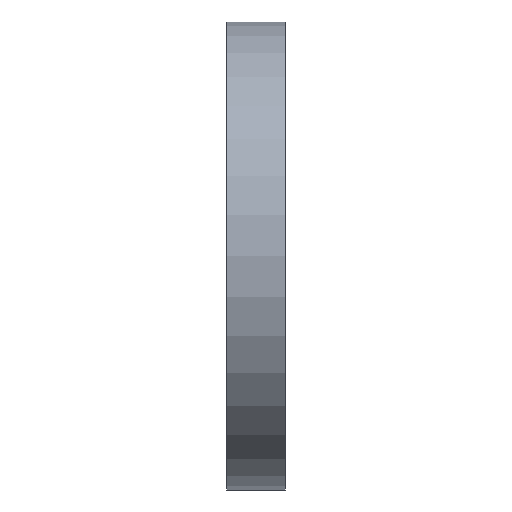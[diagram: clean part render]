
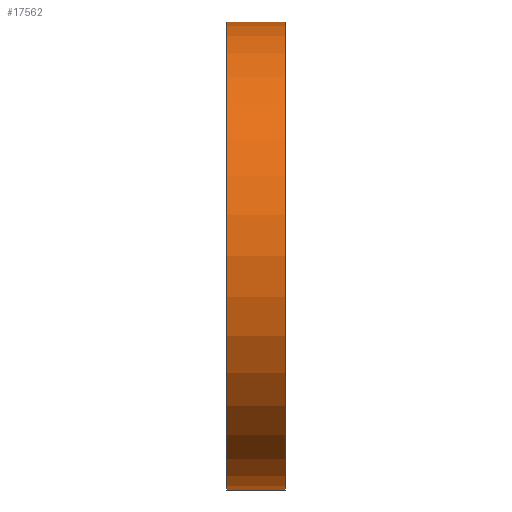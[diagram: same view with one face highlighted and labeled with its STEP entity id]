
A CAD part, left-side view. The second image highlights one B-rep face of the part: STEP entity #17562.
In plain terms, the highlighted cylindrical face has radius 38.1 mm (diameter 76.2 mm), a partial arc.
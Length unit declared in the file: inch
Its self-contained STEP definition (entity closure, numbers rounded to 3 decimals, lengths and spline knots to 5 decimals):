
#1414 = EDGE_CURVE ( 'NONE', #28564, #21581, #12199, .T. ) ;
#2792 = LINE ( 'NONE', #17107, #13897 ) ;
#3918 = VERTEX_POINT ( 'NONE', #22798 ) ;
#4003 = EDGE_LOOP ( 'NONE', ( #25325, #8763, #19199, #28391 ) ) ;
#5401 = AXIS2_PLACEMENT_3D ( 'NONE', #27848, #16838, #27746 ) ;
#5707 = FACE_OUTER_BOUND ( 'NONE', #4003, .T. ) ;
#5747 = VERTEX_POINT ( 'NONE', #24262 ) ;
#6531 = EDGE_CURVE ( 'NONE', #5747, #3918, #2792, .T. ) ;
#7383 = CARTESIAN_POINT ( 'NONE',  ( -2.55006, 0.375, 0. ) ) ;
#7529 = AXIS2_PLACEMENT_3D ( 'NONE', #7383, #22790, #9604 ) ;
#8763 = ORIENTED_EDGE ( 'NONE', *, *, #6531, .F. ) ;
#9381 = CARTESIAN_POINT ( 'NONE',  ( -2.55006, 0.375, -1.5 ) ) ;
#9604 = DIRECTION ( 'NONE',  ( 0., 0., 1. ) ) ;
#11788 = CIRCLE ( 'NONE', #7529, 1.5 ) ;
#12199 = LINE ( 'NONE', #12530, #22529 ) ;
#12348 = CARTESIAN_POINT ( 'NONE',  ( -2.55006, 0., -1.5 ) ) ;
#12530 = CARTESIAN_POINT ( 'NONE',  ( -2.55006, 0.375, -1.5 ) ) ;
#13236 = EDGE_CURVE ( 'NONE', #21581, #3918, #14496, .T. ) ;
#13897 = VECTOR ( 'NONE', #21522, 39.37008 ) ;
#14224 = DIRECTION ( 'NONE',  ( 0., 1., 0. ) ) ;
#14496 = CIRCLE ( 'NONE', #27149, 1.5 ) ;
#16838 = DIRECTION ( 'NONE',  ( 0., -1., 0. ) ) ;
#17107 = CARTESIAN_POINT ( 'NONE',  ( -2.55006, 0.375, 1.5 ) ) ;
#17562 = ADVANCED_FACE ( 'NONE', ( #5707 ), #22600, .T. ) ;
#19178 = DIRECTION ( 'NONE',  ( 0., -1., 0. ) ) ;
#19199 = ORIENTED_EDGE ( 'NONE', *, *, #20031, .F. ) ;
#19895 = CARTESIAN_POINT ( 'NONE',  ( -2.55006, 0., 0. ) ) ;
#20031 = EDGE_CURVE ( 'NONE', #28564, #5747, #11788, .T. ) ;
#21522 = DIRECTION ( 'NONE',  ( 0., -1., 0. ) ) ;
#21581 = VERTEX_POINT ( 'NONE', #12348 ) ;
#22529 = VECTOR ( 'NONE', #19178, 39.37008 ) ;
#22600 = CYLINDRICAL_SURFACE ( 'NONE', #5401, 1.5 ) ;
#22790 = DIRECTION ( 'NONE',  ( 0., 1., 0. ) ) ;
#22798 = CARTESIAN_POINT ( 'NONE',  ( -2.55006, 0., 1.5 ) ) ;
#24262 = CARTESIAN_POINT ( 'NONE',  ( -2.55006, 0.375, 1.5 ) ) ;
#24980 = DIRECTION ( 'NONE',  ( 0., 0., 1. ) ) ;
#25325 = ORIENTED_EDGE ( 'NONE', *, *, #13236, .T. ) ;
#27149 = AXIS2_PLACEMENT_3D ( 'NONE', #19895, #14224, #24980 ) ;
#27746 = DIRECTION ( 'NONE',  ( 0., 0., -1. ) ) ;
#27848 = CARTESIAN_POINT ( 'NONE',  ( -2.55006, 0.375, 0. ) ) ;
#28391 = ORIENTED_EDGE ( 'NONE', *, *, #1414, .T. ) ;
#28564 = VERTEX_POINT ( 'NONE', #9381 ) ;
